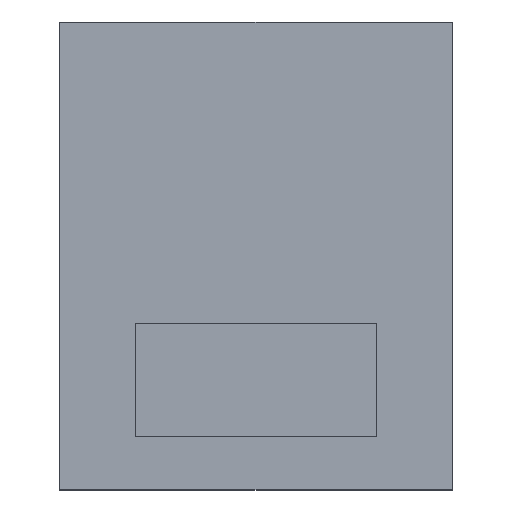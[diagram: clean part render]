
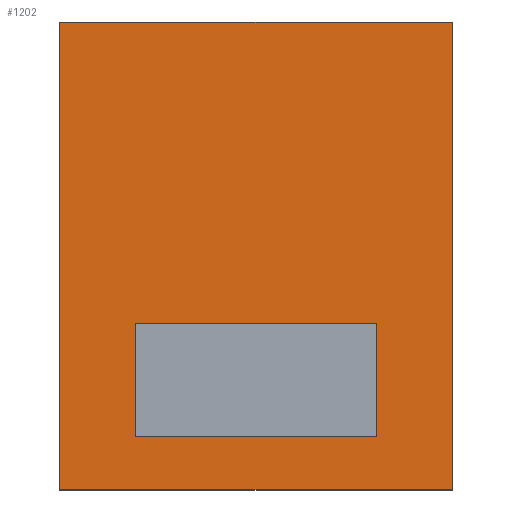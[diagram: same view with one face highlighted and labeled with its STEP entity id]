
A CAD part, top view. The second image highlights one B-rep face of the part: STEP entity #1202.
In plain terms, the highlighted free-form (B-spline) face has degree [1, 1] with [2, 2] control points.
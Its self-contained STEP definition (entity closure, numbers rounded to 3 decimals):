
#12 = CARTESIAN_POINT ( 'NONE',  ( -1.3, 2.375, 0. ) ) ;
#68 = B_SPLINE_CURVE_WITH_KNOTS ( 'NONE', 1,
 ( #1027, #723 ),
 .UNSPECIFIED., .F., .F.,
 ( 2, 2 ),
 ( 0., 1. ),
 .UNSPECIFIED. ) ;
#106 = ORIENTED_EDGE ( 'NONE', *, *, #107, .T. ) ;
#107 = EDGE_CURVE ( 'NONE', #580, #675, #1436, .T. ) ;
#117 = CARTESIAN_POINT ( 'NONE',  ( -0.8, 0.375, 0. ) ) ;
#136 = ORIENTED_EDGE ( 'NONE', *, *, #682, .T. ) ;
#153 = VERTEX_POINT ( 'NONE', #1263 ) ;
#160 = VERTEX_POINT ( 'NONE', #861 ) ;
#170 = CARTESIAN_POINT ( 'NONE',  ( 0.8, -0.375, 0. ) ) ;
#236 = VERTEX_POINT ( 'NONE', #1030 ) ;
#244 = B_SPLINE_SURFACE_WITH_KNOTS ( 'NONE', 1, 1, ( 
 ( #1583, #586 ),
 ( #863, #1446 ) ),
 .UNSPECIFIED., .F., .F., .F.,
 ( 2, 2 ),
 ( 2, 2 ),
 ( 0., 1. ),
 ( 0., 1. ),
 .UNSPECIFIED. ) ;
#367 = CARTESIAN_POINT ( 'NONE',  ( 0.8, 0.375, 0. ) ) ;
#473 = ORIENTED_EDGE ( 'NONE', *, *, #1345, .T. ) ;
#474 = CARTESIAN_POINT ( 'NONE',  ( -0.8, -0.375, 0. ) ) ;
#561 = ORIENTED_EDGE ( 'NONE', *, *, #792, .T. ) ;
#580 = VERTEX_POINT ( 'NONE', #1241 ) ;
#586 = CARTESIAN_POINT ( 'NONE',  ( -1.3, 2.375, 0. ) ) ;
#675 = VERTEX_POINT ( 'NONE', #367 ) ;
#682 = EDGE_CURVE ( 'NONE', #236, #1288, #1133, .T. ) ;
#723 = CARTESIAN_POINT ( 'NONE',  ( 1.3, 2.375, 0. ) ) ;
#724 = B_SPLINE_CURVE_WITH_KNOTS ( 'NONE', 1,
 ( #1134, #1292 ),
 .UNSPECIFIED., .F., .F.,
 ( 2, 2 ),
 ( 0., 1. ),
 .UNSPECIFIED. ) ;
#738 = EDGE_CURVE ( 'NONE', #752, #1744, #1758, .T. ) ;
#747 = CARTESIAN_POINT ( 'NONE',  ( -1.3, 2.375, 0. ) ) ;
#752 = VERTEX_POINT ( 'NONE', #1330 ) ;
#753 = CARTESIAN_POINT ( 'NONE',  ( 0.8, -0.375, 0. ) ) ;
#768 = EDGE_CURVE ( 'NONE', #675, #752, #820, .T. ) ;
#792 = EDGE_CURVE ( 'NONE', #160, #236, #68, .T. ) ;
#820 = B_SPLINE_CURVE_WITH_KNOTS ( 'NONE', 1,
 ( #1449, #170 ),
 .UNSPECIFIED., .F., .F.,
 ( 2, 2 ),
 ( 0., 0.242 ),
 .UNSPECIFIED. ) ;
#855 = ORIENTED_EDGE ( 'NONE', *, *, #1077, .T. ) ;
#861 = CARTESIAN_POINT ( 'NONE',  ( 1.3, -0.725, 0. ) ) ;
#863 = CARTESIAN_POINT ( 'NONE',  ( 1.3, -0.725, 0. ) ) ;
#907 = EDGE_LOOP ( 'NONE', ( #561, #136, #473, #855 ) ) ;
#963 = CARTESIAN_POINT ( 'NONE',  ( -0.8, -0.375, 0. ) ) ;
#969 = B_SPLINE_CURVE_WITH_KNOTS ( 'NONE', 1,
 ( #1393, #117 ),
 .UNSPECIFIED., .F., .F.,
 ( 2, 2 ),
 ( 0.113, 0.355 ),
 .UNSPECIFIED. ) ;
#1003 = FACE_OUTER_BOUND ( 'NONE', #907, .T. ) ;
#1007 = CARTESIAN_POINT ( 'NONE',  ( -0.8, 0.375, 0. ) ) ;
#1027 = CARTESIAN_POINT ( 'NONE',  ( 1.3, -0.725, 0. ) ) ;
#1030 = CARTESIAN_POINT ( 'NONE',  ( 1.3, 2.375, 0. ) ) ;
#1065 = EDGE_CURVE ( 'NONE', #1744, #580, #969, .T. ) ;
#1077 = EDGE_CURVE ( 'NONE', #153, #160, #724, .T. ) ;
#1102 = ORIENTED_EDGE ( 'NONE', *, *, #1065, .T. ) ;
#1128 = B_SPLINE_CURVE_WITH_KNOTS ( 'NONE', 1,
 ( #1159, #1144 ),
 .UNSPECIFIED., .F., .F.,
 ( 2, 2 ),
 ( 0., 1. ),
 .UNSPECIFIED. ) ;
#1133 = B_SPLINE_CURVE_WITH_KNOTS ( 'NONE', 1,
 ( #1775, #747 ),
 .UNSPECIFIED., .F., .F.,
 ( 2, 2 ),
 ( 0., 1. ),
 .UNSPECIFIED. ) ;
#1134 = CARTESIAN_POINT ( 'NONE',  ( -1.3, -0.725, 0. ) ) ;
#1144 = CARTESIAN_POINT ( 'NONE',  ( -1.3, -0.725, 0. ) ) ;
#1157 = FACE_BOUND ( 'NONE', #1634, .T. ) ;
#1159 = CARTESIAN_POINT ( 'NONE',  ( -1.3, 2.375, 0. ) ) ;
#1202 = ADVANCED_FACE ( 'NONE', ( #1157, #1003 ), #244, .T. ) ;
#1241 = CARTESIAN_POINT ( 'NONE',  ( -0.8, 0.375, 0. ) ) ;
#1263 = CARTESIAN_POINT ( 'NONE',  ( -1.3, -0.725, 0. ) ) ;
#1288 = VERTEX_POINT ( 'NONE', #12 ) ;
#1292 = CARTESIAN_POINT ( 'NONE',  ( 1.3, -0.725, 0. ) ) ;
#1330 = CARTESIAN_POINT ( 'NONE',  ( 0.8, -0.375, 0. ) ) ;
#1345 = EDGE_CURVE ( 'NONE', #1288, #153, #1128, .T. ) ;
#1393 = CARTESIAN_POINT ( 'NONE',  ( -0.8, -0.375, 0. ) ) ;
#1426 = CARTESIAN_POINT ( 'NONE',  ( 0.8, 0.375, 0. ) ) ;
#1436 = B_SPLINE_CURVE_WITH_KNOTS ( 'NONE', 1,
 ( #1007, #1426 ),
 .UNSPECIFIED., .F., .F.,
 ( 2, 2 ),
 ( 0.192, 0.808 ),
 .UNSPECIFIED. ) ;
#1446 = CARTESIAN_POINT ( 'NONE',  ( 1.3, 2.375, 0. ) ) ;
#1449 = CARTESIAN_POINT ( 'NONE',  ( 0.8, 0.375, 0. ) ) ;
#1583 = CARTESIAN_POINT ( 'NONE',  ( -1.3, -0.725, 0. ) ) ;
#1613 = ORIENTED_EDGE ( 'NONE', *, *, #768, .T. ) ;
#1627 = ORIENTED_EDGE ( 'NONE', *, *, #738, .T. ) ;
#1634 = EDGE_LOOP ( 'NONE', ( #106, #1613, #1627, #1102 ) ) ;
#1744 = VERTEX_POINT ( 'NONE', #963 ) ;
#1758 = B_SPLINE_CURVE_WITH_KNOTS ( 'NONE', 1,
 ( #753, #474 ),
 .UNSPECIFIED., .F., .F.,
 ( 2, 2 ),
 ( 0., 0.615 ),
 .UNSPECIFIED. ) ;
#1775 = CARTESIAN_POINT ( 'NONE',  ( 1.3, 2.375, 0. ) ) ;
